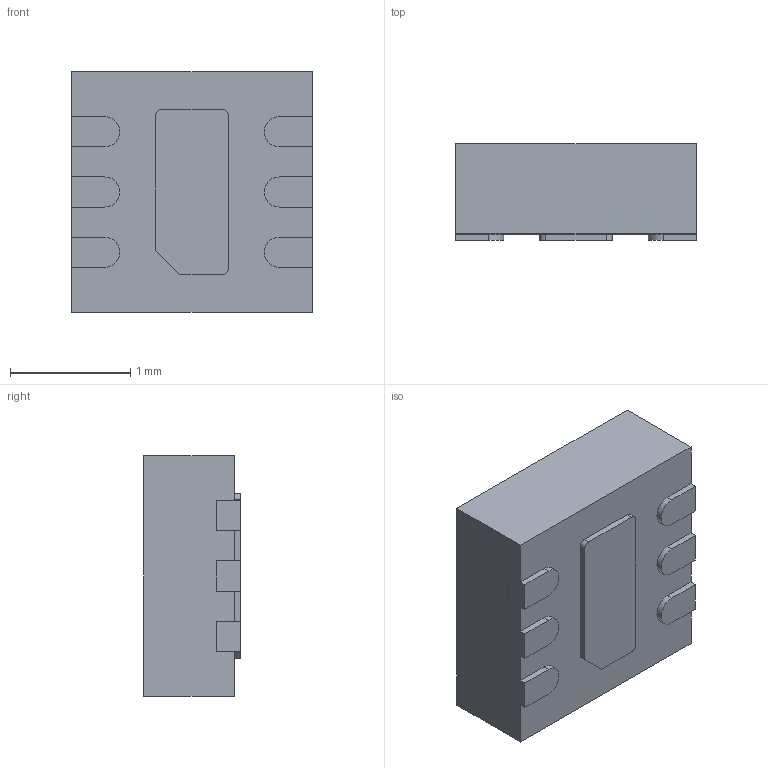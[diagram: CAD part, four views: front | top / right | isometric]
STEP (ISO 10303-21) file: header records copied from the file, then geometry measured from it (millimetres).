
FILE_DESCRIPTION (( 'STEP AP214' ), '1' );
FILE_NAME ('6-Lead Plastic DFN_05-08-1703.STEP', '2023-12-07T06:34:18', ( 'LENOVO' ), ( '' ), 'SwSTEP 2.0', 'SolidWorks 2021', '' );
FILE_SCHEMA (( 'AUTOMOTIVE_DESIGN' ));
Length unit declared in the file: millimetre
Products named in the file (1): 6-Lead Plastic DFN_05-08-1703
Bounding box: 2 x 0.8 x 2 mm (x, y, z)
Volume: 3.1 mm3; surface area: 20.5 mm2
Topology: 9 solids, 9 shells, 96 faces, 228 edges, 152 vertices
Faces by surface type: plane 78, cylinder 18
Entity records: 2854 total; most frequent: CARTESIAN_POINT 477, DIRECTION 458, ORIENTED_EDGE 456, EDGE_CURVE 228, LINE 192, VECTOR 192, VERTEX_POINT 152, AXIS2_PLACEMENT_3D 133
